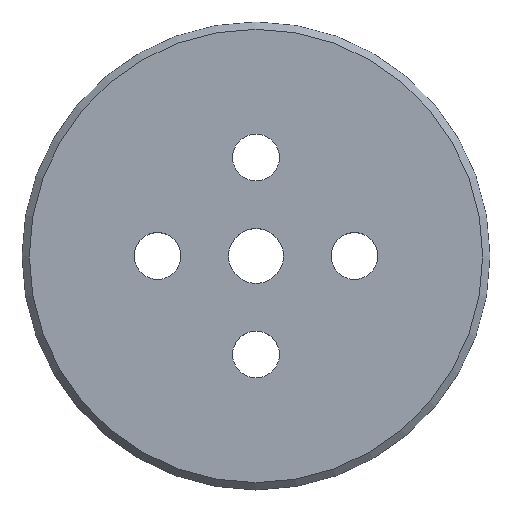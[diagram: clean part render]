
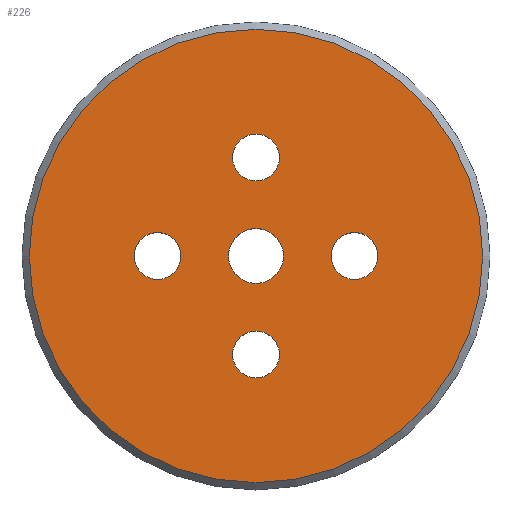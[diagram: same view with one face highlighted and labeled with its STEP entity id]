
A CAD part, top view. The second image highlights one B-rep face of the part: STEP entity #226.
In plain terms, the highlighted planar face has unit normal (0, 0, 1).
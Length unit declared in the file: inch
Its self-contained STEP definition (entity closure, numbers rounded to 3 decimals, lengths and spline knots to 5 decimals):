
#17=FACE_BOUND('',#51,.T.);
#18=FACE_BOUND('',#52,.T.);
#19=FACE_BOUND('',#53,.T.);
#20=FACE_BOUND('',#54,.T.);
#21=FACE_BOUND('',#55,.T.);
#29=PLANE('',#259);
#36=FACE_OUTER_BOUND('',#50,.T.);
#50=EDGE_LOOP('',(#168));
#51=EDGE_LOOP('',(#169));
#52=EDGE_LOOP('',(#170));
#53=EDGE_LOOP('',(#171));
#54=EDGE_LOOP('',(#172));
#55=EDGE_LOOP('',(#173));
#90=CIRCLE('',#253,0.375);
#94=CIRCLE('',#258,3.1);
#95=CIRCLE('',#260,0.32);
#96=CIRCLE('',#261,0.32);
#97=CIRCLE('',#262,0.32);
#98=CIRCLE('',#263,0.32);
#111=VERTEX_POINT('',#369);
#115=VERTEX_POINT('',#379);
#116=VERTEX_POINT('',#383);
#117=VERTEX_POINT('',#385);
#118=VERTEX_POINT('',#387);
#119=VERTEX_POINT('',#389);
#130=EDGE_CURVE('',#111,#111,#90,.T.);
#136=EDGE_CURVE('',#115,#115,#94,.T.);
#137=EDGE_CURVE('',#116,#116,#95,.T.);
#138=EDGE_CURVE('',#117,#117,#96,.T.);
#139=EDGE_CURVE('',#118,#118,#97,.T.);
#140=EDGE_CURVE('',#119,#119,#98,.T.);
#168=ORIENTED_EDGE('',*,*,#136,.F.);
#169=ORIENTED_EDGE('',*,*,#130,.T.);
#170=ORIENTED_EDGE('',*,*,#137,.T.);
#171=ORIENTED_EDGE('',*,*,#138,.T.);
#172=ORIENTED_EDGE('',*,*,#139,.T.);
#173=ORIENTED_EDGE('',*,*,#140,.T.);
#226=ADVANCED_FACE('',(#36,#17,#18,#19,#20,#21),#29,.T.);
#253=AXIS2_PLACEMENT_3D('',#370,#291,#292);
#258=AXIS2_PLACEMENT_3D('',#381,#303,#304);
#259=AXIS2_PLACEMENT_3D('',#382,#305,#306);
#260=AXIS2_PLACEMENT_3D('',#384,#307,#308);
#261=AXIS2_PLACEMENT_3D('',#386,#309,#310);
#262=AXIS2_PLACEMENT_3D('',#388,#311,#312);
#263=AXIS2_PLACEMENT_3D('',#390,#313,#314);
#291=DIRECTION('center_axis',(0.,0.,-1.));
#292=DIRECTION('ref_axis',(-1.,0.,0.));
#303=DIRECTION('center_axis',(0.,0.,-1.));
#304=DIRECTION('ref_axis',(0.,-1.,0.));
#305=DIRECTION('center_axis',(0.,0.,1.));
#306=DIRECTION('ref_axis',(1.,0.,0.));
#307=DIRECTION('center_axis',(0.,0.,-1.));
#308=DIRECTION('ref_axis',(-1.,0.,0.));
#309=DIRECTION('center_axis',(0.,0.,-1.));
#310=DIRECTION('ref_axis',(-1.,0.,0.));
#311=DIRECTION('center_axis',(0.,0.,-1.));
#312=DIRECTION('ref_axis',(-1.,0.,0.));
#313=DIRECTION('center_axis',(0.,0.,-1.));
#314=DIRECTION('ref_axis',(-1.,0.,0.));
#369=CARTESIAN_POINT('',(0.375,0.,0.485));
#370=CARTESIAN_POINT('Origin',(0.,0.,0.485));
#379=CARTESIAN_POINT('',(0.,3.1,0.485));
#381=CARTESIAN_POINT('Origin',(0.,0.,0.485));
#382=CARTESIAN_POINT('Origin',(0.,3.2,0.485));
#383=CARTESIAN_POINT('',(1.66623,0.,0.485));
#384=CARTESIAN_POINT('Origin',(1.34623,0.,0.485));
#385=CARTESIAN_POINT('',(0.32,1.34623,0.485));
#386=CARTESIAN_POINT('Origin',(0.,1.34623,0.485));
#387=CARTESIAN_POINT('',(0.32,-1.34623,0.485));
#388=CARTESIAN_POINT('Origin',(0.,-1.34623,
0.485));
#389=CARTESIAN_POINT('',(-1.02623,0.,0.485));
#390=CARTESIAN_POINT('Origin',(-1.34623,0.,
0.485));
